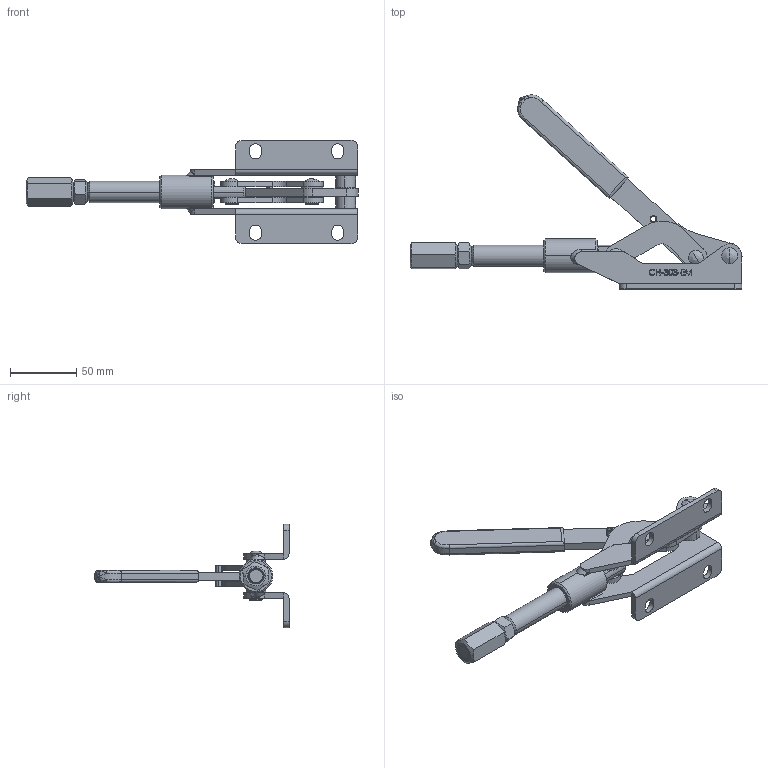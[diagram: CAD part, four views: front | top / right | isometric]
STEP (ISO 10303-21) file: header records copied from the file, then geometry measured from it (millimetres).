
FILE_DESCRIPTION (( 'STEP AP203' ), '1' );
FILE_NAME ('CH-303-EM.STEP', '2010-06-07T01:37:35', ( '微软用户' ), ( '微软中国' ), 'SwSTEP 2.0', 'SolidWorks 2008', '' );
FILE_SCHEMA (( 'CONFIG_CONTROL_DESIGN' ));
Products named in the file (12): CH-303-02 CREST STALK_默认; CH-303-11_默认; M12 Nut_默认; CH-303-07_默认; CH-303-EM; CH-303-01 BASE_默认<按加工>; CH-303-06_默认; CH-303-03 HANDLE_默认; CH-303-09_默认; CH-303-08_默认; CH-303-04 CONNECTING-PLATE_默认; CH-303-10_默认
Assembly tree (15 placements, depth 2):
  CH-303-EM
    CH-303-09_默认  x2
    CH-303-03 HANDLE_默认
    CH-303-08_默认
    CH-303-10_默认  x2
    CH-303-04 CONNECTING-PLATE_默认  x2
    CH-303-06_默认  x2
    M12 Nut_默认
    CH-303-07_默认
    CH-303-01 BASE_默认<按加工>
    CH-303-11_默认
    CH-303-02 CREST STALK_默认
Bounding box: 250.25 x 146.33 x 78 mm (x, y, z)
Volume: 131559.4 mm3; surface area: 68503.9 mm2
Topology: 23 solids, 23 shells, 818 faces, 2157 edges, 1403 vertices
Faces by surface type: plane 283, cylinder 238, bspline 208, cone 71, torus 18
Entity records: 38928 total; most frequent: CARTESIAN_POINT 20464, ORIENTED_EDGE 4068, DIRECTION 2761, EDGE_CURVE 2034, VERTEX_POINT 1335, VECTOR 1029, LINE 1029, AXIS2_PLACEMENT_3D 866
